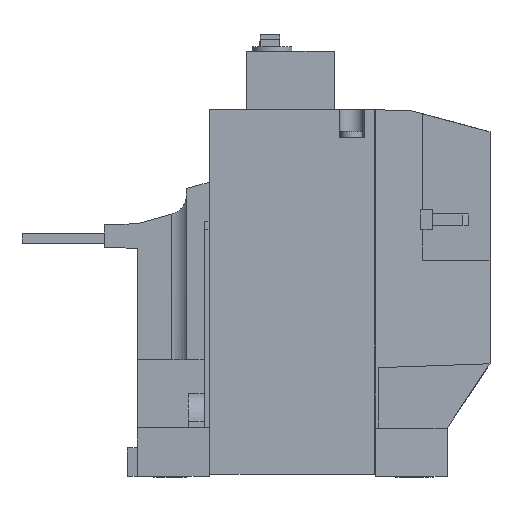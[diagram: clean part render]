
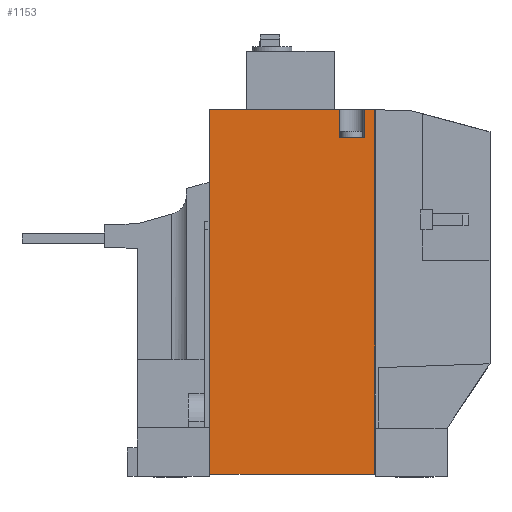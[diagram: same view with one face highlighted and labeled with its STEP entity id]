
A CAD part, left-side view. The second image highlights one B-rep face of the part: STEP entity #1153.
In plain terms, the highlighted planar face has unit normal (-1, 0, 0).
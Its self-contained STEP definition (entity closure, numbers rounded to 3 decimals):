
#1153 = ADVANCED_FACE( '', ( #2536 ), #2537, .F. );
#2536 = FACE_OUTER_BOUND( '', #4137, .T. );
#2537 = PLANE( '', #4138 );
#4137 = EDGE_LOOP( '', ( #7591, #7592, #7593, #7594, #7595, #7596, #7597, #7598 ) );
#4138 = AXIS2_PLACEMENT_3D( '', #7599, #7600, #7601 );
#7591 = ORIENTED_EDGE( '', *, *, #10124, .F. );
#7592 = ORIENTED_EDGE( '', *, *, #9642, .F. );
#7593 = ORIENTED_EDGE( '', *, *, #10549, .F. );
#7594 = ORIENTED_EDGE( '', *, *, #9978, .F. );
#7595 = ORIENTED_EDGE( '', *, *, #9392, .F. );
#7596 = ORIENTED_EDGE( '', *, *, #9646, .F. );
#7597 = ORIENTED_EDGE( '', *, *, #10748, .T. );
#7598 = ORIENTED_EDGE( '', *, *, #10749, .F. );
#7599 = CARTESIAN_POINT( '', ( 0., 0., 0. ) );
#7600 = DIRECTION( '', ( 1., 0., 0. ) );
#7601 = DIRECTION( '', ( 0., 0., -1. ) );
#9392 = EDGE_CURVE( '', #11244, #11246, #11247, .T. );
#9642 = EDGE_CURVE( '', #11691, #11693, #11694, .T. );
#9646 = EDGE_CURVE( '', #11699, #11244, #11701, .T. );
#9978 = EDGE_CURVE( '', #11246, #12250, #12251, .T. );
#10124 = EDGE_CURVE( '', #11693, #12483, #12484, .T. );
#10549 = EDGE_CURVE( '', #12250, #11691, #13097, .T. );
#10748 = EDGE_CURVE( '', #11699, #13373, #13374, .T. );
#10749 = EDGE_CURVE( '', #12483, #13373, #13375, .T. );
#11244 = VERTEX_POINT( '', #13976 );
#11246 = VERTEX_POINT( '', #13979 );
#11247 = LINE( '', #13980, #13981 );
#11691 = VERTEX_POINT( '', #14613 );
#11693 = VERTEX_POINT( '', #14616 );
#11694 = LINE( '', #14617, #14618 );
#11699 = VERTEX_POINT( '', #14624 );
#11701 = LINE( '', #14627, #14628 );
#12250 = VERTEX_POINT( '', #15425 );
#12251 = LINE( '', #15426, #15427 );
#12483 = VERTEX_POINT( '', #15801 );
#12484 = LINE( '', #15802, #15803 );
#13097 = LINE( '', #16717, #16718 );
#13373 = VERTEX_POINT( '', #17134 );
#13374 = LINE( '', #17135, #17136 );
#13375 = LINE( '', #17137, #17138 );
#13976 = CARTESIAN_POINT( '', ( 0., -25., 110.6 ) );
#13979 = CARTESIAN_POINT( '', ( 0., -25., 0. ) );
#13980 = CARTESIAN_POINT( '', ( 0., -25., 110.6 ) );
#13981 = VECTOR( '', #17785, 1000. );
#14613 = CARTESIAN_POINT( '', ( 0., 25., 110.6 ) );
#14616 = CARTESIAN_POINT( '', ( 0., -14.2, 110.6 ) );
#14617 = CARTESIAN_POINT( '', ( 0., 25., 110.6 ) );
#14618 = VECTOR( '', #18035, 1000. );
#14624 = CARTESIAN_POINT( '', ( 0., -21.8, 110.6 ) );
#14627 = CARTESIAN_POINT( '', ( 0., 25., 110.6 ) );
#14628 = VECTOR( '', #18041, 1000. );
#15425 = CARTESIAN_POINT( '', ( 0., 25., 0. ) );
#15426 = CARTESIAN_POINT( '', ( 0., -25., 0. ) );
#15427 = VECTOR( '', #18338, 1000. );
#15801 = CARTESIAN_POINT( '', ( 0., -14.2, 102.1 ) );
#15802 = CARTESIAN_POINT( '', ( 0., -14.2, 112.1 ) );
#15803 = VECTOR( '', #18459, 1000. );
#16717 = CARTESIAN_POINT( '', ( 0., 25., 0. ) );
#16718 = VECTOR( '', #18851, 1000. );
#17134 = CARTESIAN_POINT( '', ( 0., -21.8, 102.1 ) );
#17135 = CARTESIAN_POINT( '', ( 0., -21.8, 112.1 ) );
#17136 = VECTOR( '', #19013, 1000. );
#17137 = CARTESIAN_POINT( '', ( 0., -14.2, 102.1 ) );
#17138 = VECTOR( '', #19014, 1000. );
#17785 = DIRECTION( '', ( 0., 0., -1. ) );
#18035 = DIRECTION( '', ( 0., -1., 0. ) );
#18041 = DIRECTION( '', ( 0., -1., 0. ) );
#18338 = DIRECTION( '', ( 0., 1., 0. ) );
#18459 = DIRECTION( '', ( 0., 0., -1. ) );
#18851 = DIRECTION( '', ( 0., 0., 1. ) );
#19013 = DIRECTION( '', ( 0., 0., -1. ) );
#19014 = DIRECTION( '', ( 0., -1., 0. ) );
